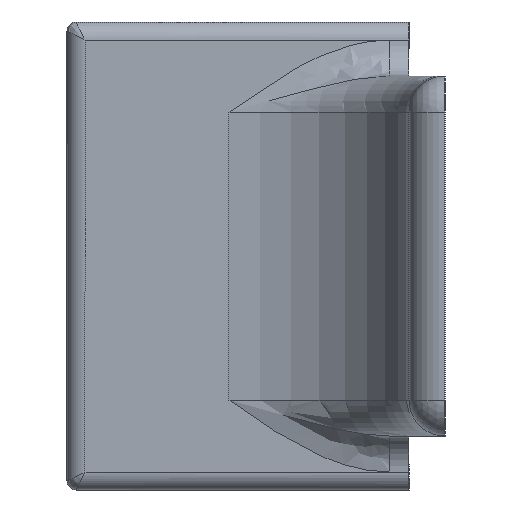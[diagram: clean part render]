
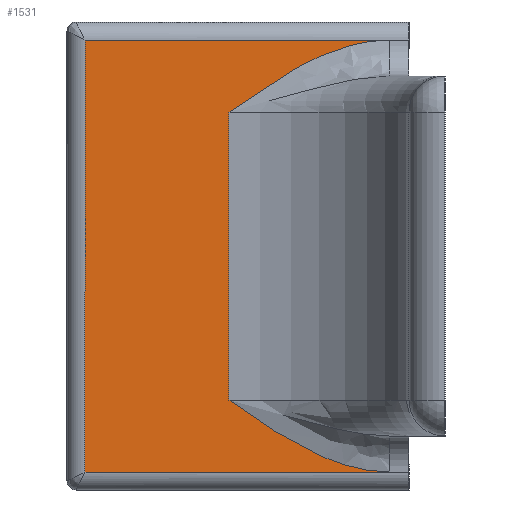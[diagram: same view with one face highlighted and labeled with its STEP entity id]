
A CAD part, left-side view. The second image highlights one B-rep face of the part: STEP entity #1531.
In plain terms, the highlighted planar face has unit normal (-1, 0, 0).
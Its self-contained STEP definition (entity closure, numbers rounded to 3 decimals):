
#1 = EDGE_CURVE ( 'NONE', #1039, #625, #1303, .T. ) ;
#3 = FACE_OUTER_BOUND ( 'NONE', #1304, .T. ) ;
#39 = CARTESIAN_POINT ( 'NONE',  ( -0.9, 0.532, -0.448 ) ) ;
#79 = LINE ( 'NONE', #1412, #290 ) ;
#120 = EDGE_CURVE ( 'NONE', #625, #869, #819, .T. ) ;
#164 = VERTEX_POINT ( 'NONE', #1478 ) ;
#166 = ORIENTED_EDGE ( 'NONE', *, *, #1817, .T. ) ;
#191 = EDGE_CURVE ( 'NONE', #1519, #164, #1358, .T. ) ;
#203 = CARTESIAN_POINT ( 'NONE',  ( -0.9, 0.464, -0.496 ) ) ;
#260 = CARTESIAN_POINT ( 'NONE',  ( -0.9, 1., -0.6 ) ) ;
#290 = VECTOR ( 'NONE', #1000, 1000. ) ;
#306 = VERTEX_POINT ( 'NONE', #978 ) ;
#313 = CARTESIAN_POINT ( 'NONE',  ( -0.9, 1.025, -0.6 ) ) ;
#337 = CARTESIAN_POINT ( 'NONE',  ( -0.9, 0.153, -0.6 ) ) ;
#342 = CARTESIAN_POINT ( 'NONE',  ( -0.9, 1., 0.6 ) ) ;
#372 = AXIS2_PLACEMENT_3D ( 'NONE', #1476, #643, #503 ) ;
#454 = CARTESIAN_POINT ( 'NONE',  ( -0.9, 0.153, 0.6 ) ) ;
#503 = DIRECTION ( 'NONE',  ( 0., 0., -1. ) ) ;
#506 = EDGE_CURVE ( 'NONE', #869, #1519, #837, .T. ) ;
#526 = VECTOR ( 'NONE', #771, 1000. ) ;
#625 = VERTEX_POINT ( 'NONE', #342 ) ;
#638 = ORIENTED_EDGE ( 'NONE', *, *, #959, .T. ) ;
#643 = DIRECTION ( 'NONE',  ( 1., 0., 0. ) ) ;
#702 = ORIENTED_EDGE ( 'NONE', *, *, #120, .T. ) ;
#771 = DIRECTION ( 'NONE',  ( 0., 0., -1. ) ) ;
#773 = CARTESIAN_POINT ( 'NONE',  ( -0.9, 0.153, 0.6 ) ) ;
#793 = CARTESIAN_POINT ( 'NONE',  ( -0.9, 0.153, -0.6 ) ) ;
#819 = LINE ( 'NONE', #1617, #526 ) ;
#837 = LINE ( 'NONE', #313, #1137 ) ;
#869 = VERTEX_POINT ( 'NONE', #260 ) ;
#919 = CARTESIAN_POINT ( 'NONE',  ( -0.9, 0.318, -0.571 ) ) ;
#959 = EDGE_CURVE ( 'NONE', #306, #1039, #1638, .T. ) ;
#978 = CARTESIAN_POINT ( 'NONE',  ( -0.9, 0.6, 0.4 ) ) ;
#1000 = DIRECTION ( 'NONE',  ( 0., 0., 1. ) ) ;
#1017 = ORIENTED_EDGE ( 'NONE', *, *, #191, .T. ) ;
#1039 = VERTEX_POINT ( 'NONE', #773 ) ;
#1044 = DIRECTION ( 'NONE',  ( 0., -1., 0. ) ) ;
#1059 = CARTESIAN_POINT ( 'NONE',  ( -0.9, 0.6, -0.4 ) ) ;
#1137 = VECTOR ( 'NONE', #1044, 1000. ) ;
#1158 = ORIENTED_EDGE ( 'NONE', *, *, #1, .T. ) ;
#1257 = DIRECTION ( 'NONE',  ( 0., 1., 0. ) ) ;
#1303 = LINE ( 'NONE', #1676, #1629 ) ;
#1304 = EDGE_LOOP ( 'NONE', ( #1428, #1017, #166, #638, #1158, #702 ) ) ;
#1358 = B_SPLINE_CURVE_WITH_KNOTS ( 'NONE', 3,
 ( #793, #1470, #919, #203, #39, #1059 ),
 .UNSPECIFIED., .F., .F.,
 ( 4, 2, 4 ),
 ( 0., 0., 0. ),
 .UNSPECIFIED. ) ;
#1412 = CARTESIAN_POINT ( 'NONE',  ( -0.9, 0.6, 0.625 ) ) ;
#1428 = ORIENTED_EDGE ( 'NONE', *, *, #506, .T. ) ;
#1436 = CARTESIAN_POINT ( 'NONE',  ( -0.9, 0.532, 0.448 ) ) ;
#1470 = CARTESIAN_POINT ( 'NONE',  ( -0.9, 0.237, -0.6 ) ) ;
#1476 = CARTESIAN_POINT ( 'NONE',  ( -0.9, 1.025, 0.625 ) ) ;
#1478 = CARTESIAN_POINT ( 'NONE',  ( -0.9, 0.6, -0.4 ) ) ;
#1519 = VERTEX_POINT ( 'NONE', #337 ) ;
#1531 = ADVANCED_FACE ( 'NONE', ( #3 ), #1767, .F. ) ;
#1579 = CARTESIAN_POINT ( 'NONE',  ( -0.9, 0.464, 0.496 ) ) ;
#1594 = CARTESIAN_POINT ( 'NONE',  ( -0.9, 0.6, 0.4 ) ) ;
#1617 = CARTESIAN_POINT ( 'NONE',  ( -0.9, 1., 0.625 ) ) ;
#1629 = VECTOR ( 'NONE', #1257, 1000. ) ;
#1638 = B_SPLINE_CURVE_WITH_KNOTS ( 'NONE', 3,
 ( #1594, #1436, #1579, #1712, #1726, #454 ),
 .UNSPECIFIED., .F., .F.,
 ( 4, 2, 4 ),
 ( 0., 0., 0. ),
 .UNSPECIFIED. ) ;
#1676 = CARTESIAN_POINT ( 'NONE',  ( -0.9, 1.025, 0.6 ) ) ;
#1712 = CARTESIAN_POINT ( 'NONE',  ( -0.9, 0.318, 0.571 ) ) ;
#1726 = CARTESIAN_POINT ( 'NONE',  ( -0.9, 0.237, 0.6 ) ) ;
#1767 = PLANE ( 'NONE',  #372 ) ;
#1817 = EDGE_CURVE ( 'NONE', #164, #306, #79, .T. ) ;
